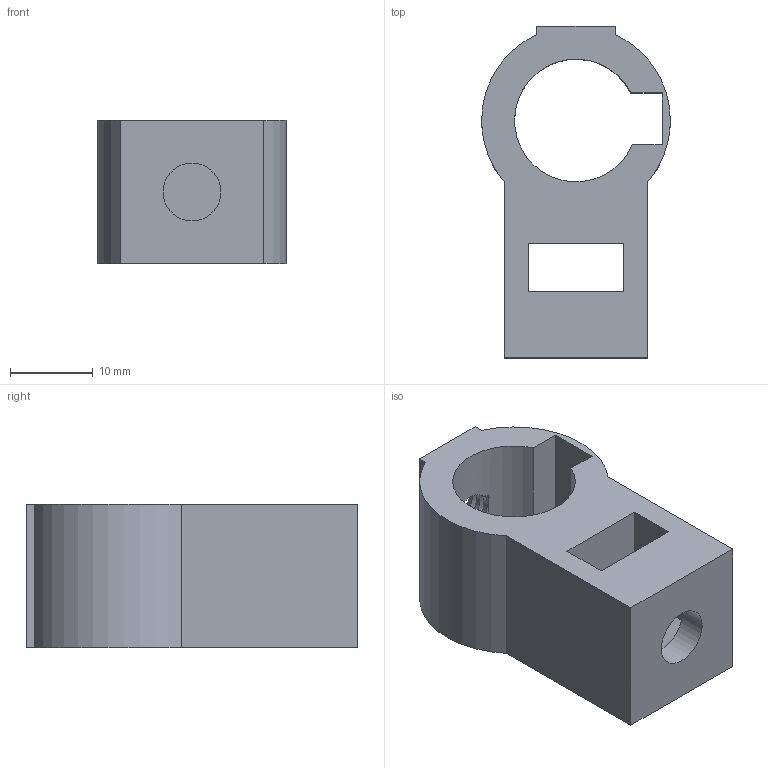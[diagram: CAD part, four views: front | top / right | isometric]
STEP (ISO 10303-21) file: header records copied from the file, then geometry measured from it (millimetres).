
FILE_DESCRIPTION(/* description */ (''),/* implementation_level */ '2;1');
FILE_NAME(/* name */ '(L)Laser_Pen_Mount.step',/* time_stamp */ '2021-05-14T07:48:51-05:00',/* author */ (''),/* organization */ (''),/* preprocessor_version */ 'ST-DEVELOPER v18.1',/* originating_system */ 'Autodesk Translation Framework v10.6.0.1341',/* authorisation */ '');
FILE_SCHEMA (('AUTOMOTIVE_DESIGN { 1 0 10303 214 3 1 1 }'));
Length unit declared in the file: millimetre
Products named in the file (1): (L)Laser_Pen_Mount
Bounding box: 22.84 x 40.12 x 17.4 mm (x, y, z)
Volume: 7461.3 mm3; surface area: 4699.4 mm2
Topology: 1 solids, 1 shells, 37 faces, 113 edges, 78 vertices
Faces by surface type: plane 22, cylinder 11, bspline 3, cone 1
Full cylindrical faces by diameter (mm): 5.518 x1, 6.55 x1, 6.985 x1
Entity records: 3036 total; most frequent: CARTESIAN_POINT 2020, ORIENTED_EDGE 226, DIRECTION 163, EDGE_CURVE 113, VERTEX_POINT 78, LINE 67, VECTOR 67, AXIS2_PLACEMENT_3D 48
